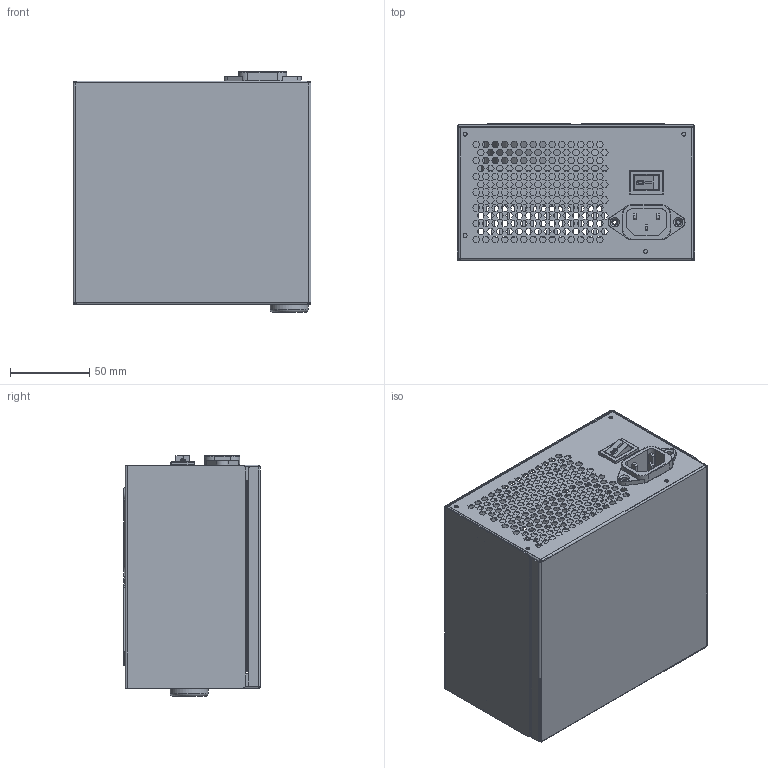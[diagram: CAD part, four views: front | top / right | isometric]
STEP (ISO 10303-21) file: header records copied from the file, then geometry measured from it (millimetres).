
FILE_DESCRIPTION(/* description */ (''),/* implementation_level */ '2;1');
FILE_NAME(/* name */ 'ATX Power Supply.step',/* time_stamp */ '2019-12-30T00:32:06-05:00',/* author */ (''),/* organization */ (''),/* preprocessor_version */ 'ST-DEVELOPER v18',/* originating_system */ 'Autodesk Translation Framework v8.12.0.6',/* authorisation */ '');
FILE_SCHEMA (('AUTOMOTIVE_DESIGN { 1 0 10303 214 3 1 1 }'));
Products named in the file (18): ATX Power Supply v1.0; ATX Power Supply v1; Grelha Prot Vent 120; Box; Cover; IEC Plug; ground; pin2; pin1; On-Off Switch; Button; pin2 (1); Body; pin1 (1); Casq; Ventax 119x119x26 (1); Blades; Body (1)
Assembly tree (17 placements, depth 4):
  ATX Power Supply v1.0
    ATX Power Supply v1
      Grelha Prot Vent 120
      Box
      Cover
      IEC Plug
        ground
        pin2
        pin1
      On-Off Switch
        Button
        pin2 (1)
        Body
        pin1 (1)
      Casq
      Ventax 119x119x26 (1)
        Blades
        Body (1)
Bounding box: 150 x 86.38 x 152 mm (x, y, z)
Volume: 172757.6 mm3; surface area: 239692.6 mm2
Topology: 20 solids, 20 shells, 1899 faces, 5447 edges, 3595 vertices
Faces by surface type: plane 1510, cylinder 239, bspline 95, torus 53, cone 2
Full cylindrical faces by diameter (mm): 0.8 x3, 1.5 x5, 1.65 x4, 2.5 x10, 3.7 x2, 3.75 x4, 4 x4, 4.3 x8, 16 x1, 20 x1, 24 x2, 50 x1, 112 x1, 115.249 x1
Entity records: 70336 total; most frequent: CARTESIAN_POINT 19198, ORIENTED_EDGE 10894, DIRECTION 9478, EDGE_CURVE 5447, LINE 4588, VECTOR 4588, VERTEX_POINT 3595, EDGE_LOOP 2474
